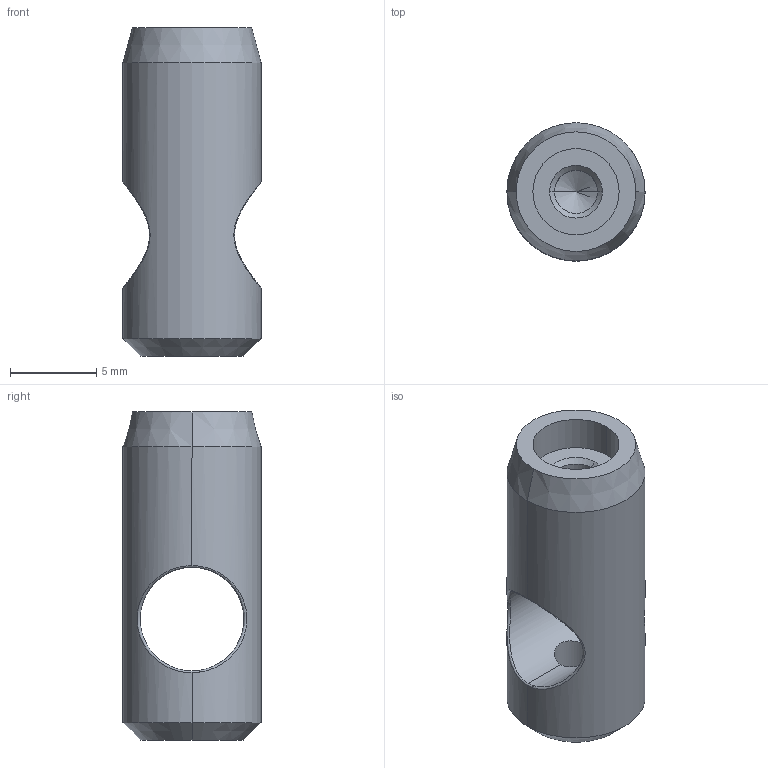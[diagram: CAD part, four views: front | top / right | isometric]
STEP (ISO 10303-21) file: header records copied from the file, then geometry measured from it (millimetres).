
FILE_DESCRIPTION (( 'STEP AP214' ), '1' );
FILE_NAME ('OM-009-010-120_01.STEP', '2024-10-01T16:16:56', ( '' ), ( '' ), 'SwSTEP 2.0', 'SolidWorks 2022', '' );
FILE_SCHEMA (( 'AUTOMOTIVE_DESIGN' ));
Length unit declared in the file: millimetre
Products named in the file (1): OM-009-010-120_01
Bounding box: 8 x 8 x 19 mm (x, y, z)
Volume: 632.1 mm3; surface area: 704.7 mm2
Topology: 1 solids, 1 shells, 27 faces, 69 edges, 41 vertices
Faces by surface type: cone 10, cylinder 10, bspline 4, plane 3
Entity records: 1569 total; most frequent: CARTESIAN_POINT 872, ORIENTED_EDGE 134, DIRECTION 123, EDGE_CURVE 67, AXIS2_PLACEMENT_3D 50, VERTEX_POINT 41, EDGE_LOOP 30, ADVANCED_FACE 27
